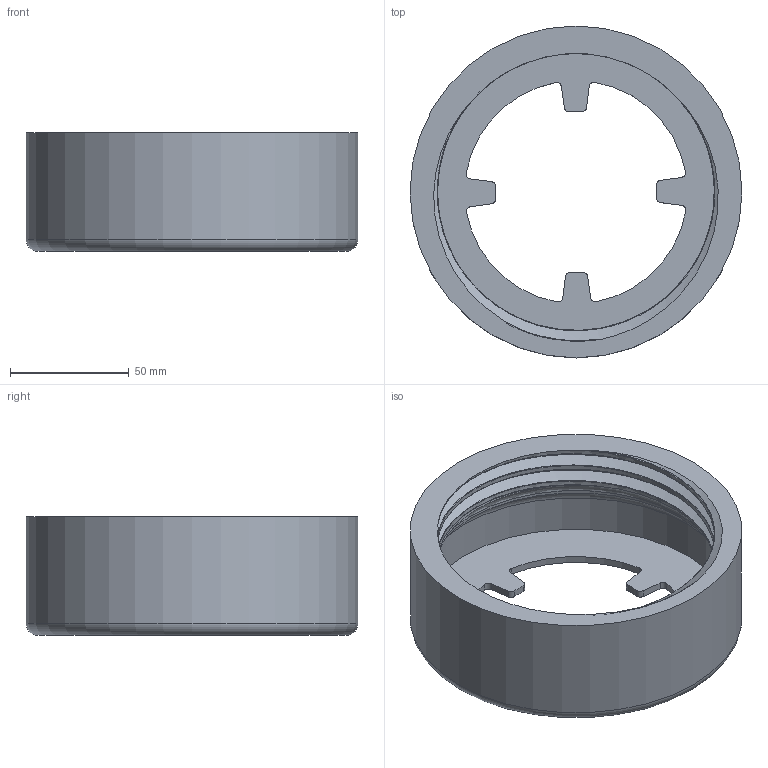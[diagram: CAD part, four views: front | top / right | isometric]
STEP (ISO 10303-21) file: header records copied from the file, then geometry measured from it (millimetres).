
FILE_DESCRIPTION(/* description */ ('','CAx-IF Rec.Pracs.---Representation and Presentation of Product Manufacturing Information (PMI)---4.0---2014-10-13'),/* implementation_level */ '2;1');
FILE_NAME(/* name */ 'LampCase 2.0 v15.step',/* time_stamp */ '2025-03-16T21:56:30+01:00',/* author */ (''),/* organization */ (''),/* preprocessor_version */ 'ST-DEVELOPER v20',/* originating_system */ 'Autodesk Translation Framework v13.20.0.188',/* authorisation */ '');
FILE_SCHEMA (('AP242_MANAGED_MODEL_BASED_3D_ENGINEERING_MIM_LF { 1 0 10303 442 1 1 4 }'));
Length unit declared in the file: millimetre
Products named in the file (1): LampCase 2.0
Bounding box: 140 x 140 x 50 mm (x, y, z)
Volume: 152022.7 mm3; surface area: 68156.6 mm2
Topology: 1 solids, 1 shells, 58 faces, 161 edges, 106 vertices
Faces by surface type: cylinder 33, plane 12, bspline 8, torus 5
Full cylindrical faces by diameter (mm): 116.84 x1, 125 x1, 125.802 x1, 134 x1, 140 x1
Entity records: 4766 total; most frequent: CARTESIAN_POINT 3268, ORIENTED_EDGE 322, DIRECTION 297, EDGE_CURVE 161, AXIS2_PLACEMENT_3D 121, VERTEX_POINT 106, CIRCLE 70, EDGE_LOOP 61
